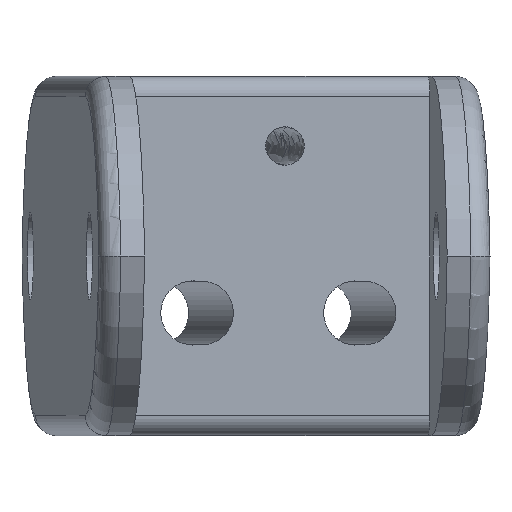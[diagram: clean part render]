
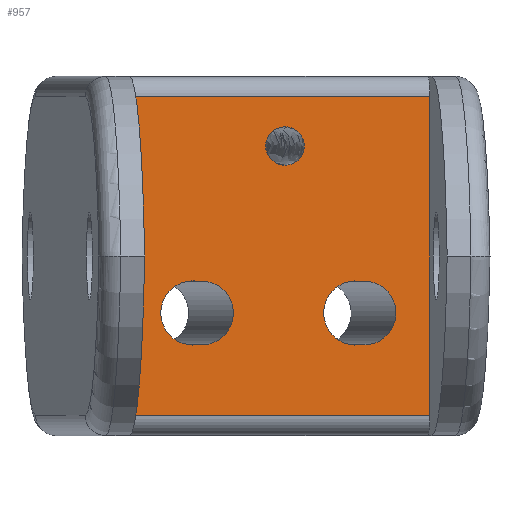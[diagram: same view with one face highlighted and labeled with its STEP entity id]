
A CAD part, front view. The second image highlights one B-rep face of the part: STEP entity #957.
In plain terms, the highlighted planar face has unit normal (0.068, -0.998, 0).
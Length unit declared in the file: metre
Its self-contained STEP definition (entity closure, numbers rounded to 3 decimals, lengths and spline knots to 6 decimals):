
#67=B_SPLINE_CURVE_WITH_KNOTS('',3,(#1516,#1517,#1518,#1519,#1520,#1521,
#1522,#1523,#1524,#1525,#1526),.UNSPECIFIED.,.T.,.F.,(1,1,1,1,1,1,1,1,1,
1,1,1,1,1,1),(-0.001761,-0.001174,-0.000587,
0.,0.000587,0.001174,0.001761,0.002348,
0.002935,0.003522,0.004109,0.004696,
0.005283,0.00587,0.006457),
 .UNSPECIFIED.);
#68=B_SPLINE_CURVE_WITH_KNOTS('',3,(#1528,#1529,#1530,#1531,#1532,#1533,
#1534),.UNSPECIFIED.,.F.,.F.,(4,1,1,1,4),(0.00255,0.003616,
0.004682,0.005748,0.006814),
 .UNSPECIFIED.);
#69=B_SPLINE_CURVE_WITH_KNOTS('',3,(#1537,#1538,#1539,#1540,#1541,#1542,
#1543),.UNSPECIFIED.,.F.,.F.,(4,1,1,1,4),(0.002803,0.003855,
0.004906,0.005958,0.00701),
 .UNSPECIFIED.);
#70=B_SPLINE_CURVE_WITH_KNOTS('',3,(#1544,#1545,#1546,#1547,#1548,#1549,
#1550),.UNSPECIFIED.,.F.,.F.,(4,1,1,1,4),(0.003498,0.00456,
0.005622,0.006684,0.007747),
 .UNSPECIFIED.);
#71=B_SPLINE_CURVE_WITH_KNOTS('',3,(#1553,#1554,#1555,#1556,#1557,#1558,
#1559),.UNSPECIFIED.,.F.,.F.,(4,1,1,1,4),(0.001837,0.002885,
0.003932,0.00498,0.006028),
 .UNSPECIFIED.);
#91=LINE('',#1510,#146);
#93=LINE('',#1560,#148);
#94=LINE('',#1562,#149);
#95=LINE('',#1564,#150);
#146=VECTOR('',#1197,1.);
#148=VECTOR('',#1203,1.);
#149=VECTOR('',#1204,1.);
#150=VECTOR('',#1205,1.);
#218=ORIENTED_EDGE('',*,*,#506,.T.);
#219=ORIENTED_EDGE('',*,*,#507,.T.);
#220=ORIENTED_EDGE('',*,*,#508,.T.);
#221=ORIENTED_EDGE('',*,*,#509,.T.);
#222=ORIENTED_EDGE('',*,*,#510,.T.);
#223=ORIENTED_EDGE('',*,*,#503,.T.);
#224=ORIENTED_EDGE('',*,*,#511,.T.);
#225=ORIENTED_EDGE('',*,*,#512,.F.);
#226=ORIENTED_EDGE('',*,*,#513,.T.);
#503=EDGE_CURVE('',#648,#647,#91,.T.);
#506=EDGE_CURVE('',#650,#650,#67,.T.);
#507=EDGE_CURVE('',#651,#652,#68,.T.);
#508=EDGE_CURVE('',#652,#651,#69,.T.);
#509=EDGE_CURVE('',#653,#654,#70,.T.);
#510=EDGE_CURVE('',#654,#653,#71,.T.);
#511=EDGE_CURVE('',#647,#655,#93,.T.);
#512=EDGE_CURVE('',#656,#655,#94,.T.);
#513=EDGE_CURVE('',#656,#648,#95,.F.);
#647=VERTEX_POINT('',#1509);
#648=VERTEX_POINT('',#1511);
#650=VERTEX_POINT('',#1527);
#651=VERTEX_POINT('',#1535);
#652=VERTEX_POINT('',#1536);
#653=VERTEX_POINT('',#1551);
#654=VERTEX_POINT('',#1552);
#655=VERTEX_POINT('',#1561);
#656=VERTEX_POINT('',#1563);
#790=EDGE_LOOP('',(#218));
#791=EDGE_LOOP('',(#219,#220));
#792=EDGE_LOOP('',(#221,#222));
#793=EDGE_LOOP('',(#223,#224,#225,#226));
#870=FACE_BOUND('',#790,.T.);
#871=FACE_BOUND('',#791,.T.);
#872=FACE_BOUND('',#792,.T.);
#873=FACE_BOUND('',#793,.T.);
#946=PLANE('',#1046);
#957=ADVANCED_FACE('',(#870,#871,#872,#873),#946,.F.);
#1046=AXIS2_PLACEMENT_3D('',#1515,#1201,#1202);
#1197=DIRECTION('',(0.,0.,-1.));
#1201=DIRECTION('',(-0.068,0.998,0.));
#1202=DIRECTION('',(-0.998,-0.068,0.));
#1203=DIRECTION('',(0.998,0.068,0.));
#1204=DIRECTION('',(0.,0.,-1.));
#1205=DIRECTION('',(0.998,0.068,0.));
#1509=CARTESIAN_POINT('',(-0.030911,0.083664,0.003337));
#1510=CARTESIAN_POINT('',(-0.030911,0.083664,0.01651));
#1511=CARTESIAN_POINT('',(-0.030911,0.083664,0.015713));
#1515=CARTESIAN_POINT('',(-0.025026,0.084067,0.01651));
#1516=CARTESIAN_POINT('',(-0.024178,0.084126,0.013217));
#1517=CARTESIAN_POINT('',(-0.024767,0.084085,0.012975));
#1518=CARTESIAN_POINT('',(-0.025354,0.084045,0.013217));
#1519=CARTESIAN_POINT('',(-0.025601,0.084028,0.013803));
#1520=CARTESIAN_POINT('',(-0.025358,0.084045,0.014393));
#1521=CARTESIAN_POINT('',(-0.024769,0.084085,0.014635));
#1522=CARTESIAN_POINT('',(-0.024183,0.084125,0.014394));
#1523=CARTESIAN_POINT('',(-0.023935,0.084142,0.013807));
#1524=CARTESIAN_POINT('',(-0.024178,0.084126,0.013217));
#1525=CARTESIAN_POINT('',(-0.024767,0.084085,0.012975));
#1526=CARTESIAN_POINT('',(-0.025354,0.084045,0.013217));
#1527=CARTESIAN_POINT('',(-0.024767,0.084085,0.013055));
#1528=CARTESIAN_POINT('',(-0.028173,0.083852,0.006074));
#1529=CARTESIAN_POINT('',(-0.028527,0.083828,0.006022));
#1530=CARTESIAN_POINT('',(-0.029272,0.083777,0.00624));
#1531=CARTESIAN_POINT('',(-0.029764,0.083743,0.007308));
#1532=CARTESIAN_POINT('',(-0.029273,0.083776,0.008373));
#1533=CARTESIAN_POINT('',(-0.028528,0.083827,0.008594));
#1534=CARTESIAN_POINT('',(-0.028173,0.083852,0.008542));
#1535=CARTESIAN_POINT('',(-0.028173,0.083852,0.006074));
#1536=CARTESIAN_POINT('',(-0.028173,0.083852,0.008542));
#1537=CARTESIAN_POINT('',(-0.028173,0.083852,0.008542));
#1538=CARTESIAN_POINT('',(-0.027825,0.083876,0.008588));
#1539=CARTESIAN_POINT('',(-0.027089,0.083926,0.008361));
#1540=CARTESIAN_POINT('',(-0.026615,0.083959,0.007309));
#1541=CARTESIAN_POINT('',(-0.027091,0.083926,0.006254));
#1542=CARTESIAN_POINT('',(-0.027821,0.083876,0.006028));
#1543=CARTESIAN_POINT('',(-0.028173,0.083852,0.006074));
#1544=CARTESIAN_POINT('',(-0.021845,0.084285,0.006073));
#1545=CARTESIAN_POINT('',(-0.022195,0.084261,0.006024));
#1546=CARTESIAN_POINT('',(-0.02294,0.08421,0.006243));
#1547=CARTESIAN_POINT('',(-0.023427,0.084177,0.007308));
#1548=CARTESIAN_POINT('',(-0.022941,0.08421,0.00837));
#1549=CARTESIAN_POINT('',(-0.022198,0.084261,0.008592));
#1550=CARTESIAN_POINT('',(-0.021845,0.084285,0.008543));
#1551=CARTESIAN_POINT('',(-0.021845,0.084285,0.006073));
#1552=CARTESIAN_POINT('',(-0.021845,0.084285,0.008543));
#1553=CARTESIAN_POINT('',(-0.021845,0.084285,0.008543));
#1554=CARTESIAN_POINT('',(-0.021499,0.084309,0.008586));
#1555=CARTESIAN_POINT('',(-0.020768,0.084359,0.008359));
#1556=CARTESIAN_POINT('',(-0.020296,0.084392,0.007308));
#1557=CARTESIAN_POINT('',(-0.020767,0.084359,0.006259));
#1558=CARTESIAN_POINT('',(-0.021494,0.08431,0.006029));
#1559=CARTESIAN_POINT('',(-0.021845,0.084285,0.006073));
#1560=CARTESIAN_POINT('',(-0.025026,0.084067,0.003337));
#1561=CARTESIAN_POINT('',(-0.019141,0.084471,0.003337));
#1562=CARTESIAN_POINT('',(-0.019141,0.084471,0.01651));
#1563=CARTESIAN_POINT('',(-0.019141,0.084471,0.015713));
#1564=CARTESIAN_POINT('',(-0.030911,0.083664,0.015713));
